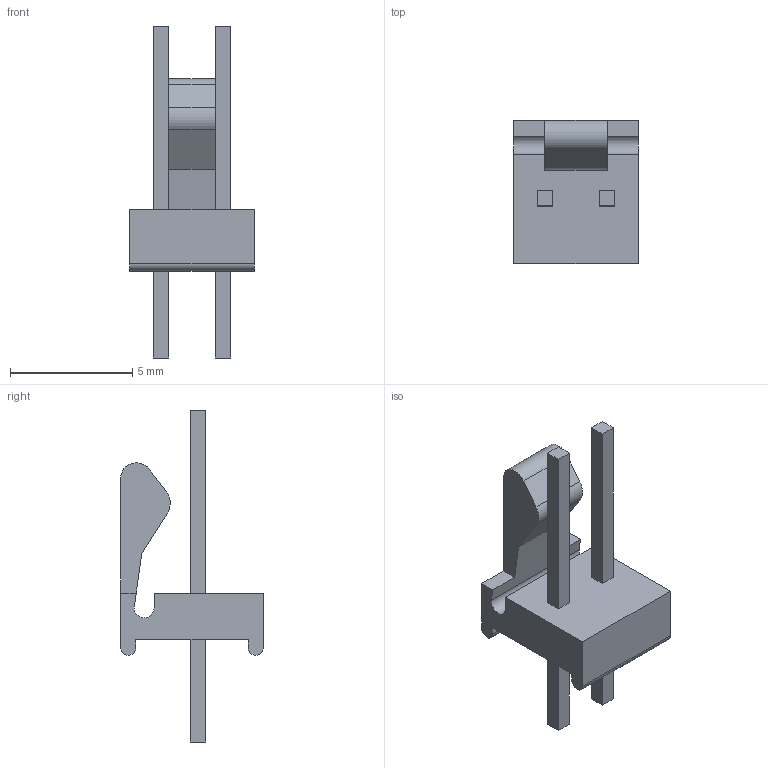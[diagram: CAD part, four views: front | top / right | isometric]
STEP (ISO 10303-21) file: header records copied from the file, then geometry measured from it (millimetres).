
FILE_DESCRIPTION(('FreeCAD Model'),'2;1');
FILE_NAME('C-640456-2.step', '2017-04-03T23:20:31',('Author'),(''), 'Open CASCADE STEP processor 6.8','FreeCAD','Unknown');
FILE_SCHEMA(('AUTOMOTIVE_DESIGN_CC2 { 1 2 10303 214 -1 1 5 4 }'));
Length unit declared in the file: millimetre
Products named in the file (2): ASSEMBLY; C-640456-2
Assembly tree (1 placements, depth 2):
  ASSEMBLY
    C-640456-2
Bounding box: 5.08 x 5.84 x 13.59 mm (x, y, z)
Volume: 83.2 mm3; surface area: 221.9 mm2
Topology: 1 solids, 1 shells, 41 faces, 105 edges, 70 vertices
Faces by surface type: plane 36, cylinder 5
Entity records: 3088 total; most frequent: CARTESIAN_POINT 938, DIRECTION 386, LINE 275, VECTOR 275, ORIENTED_EDGE 210, PCURVE 210, DEFINITIONAL_REPRESENTATION 210, EDGE_CURVE 105
